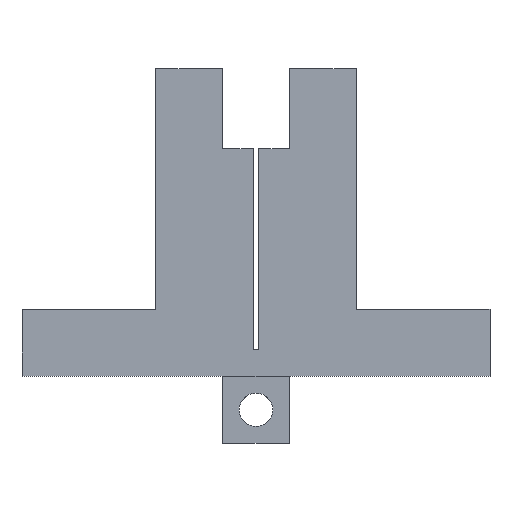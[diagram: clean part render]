
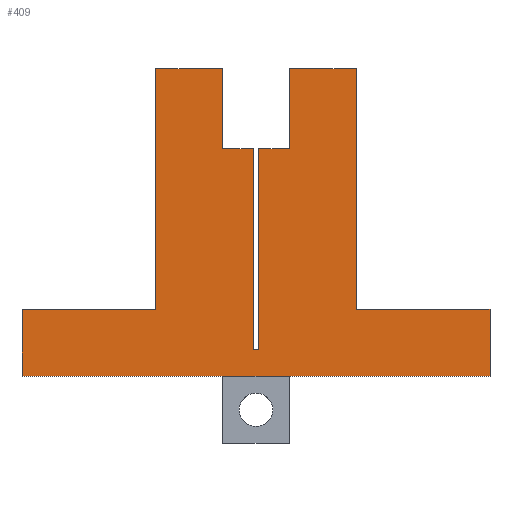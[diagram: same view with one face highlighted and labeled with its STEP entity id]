
A CAD part, top view. The second image highlights one B-rep face of the part: STEP entity #409.
In plain terms, the highlighted planar face has unit normal (0, 0, 1).
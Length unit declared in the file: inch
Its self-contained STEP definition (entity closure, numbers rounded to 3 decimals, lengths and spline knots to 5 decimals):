
#4 = LINE ( 'NONE', #507, #950 ) ;
#49 = ORIENTED_EDGE ( 'NONE', *, *, #727, .F. ) ;
#58 = CARTESIAN_POINT ( 'NONE',  ( 0.01, -0.525, 0.125 ) ) ;
#66 = VECTOR ( 'NONE', #817, 39.37008 ) ;
#77 = DIRECTION ( 'NONE',  ( 0., -1., 0. ) ) ;
#81 = CARTESIAN_POINT ( 'NONE',  ( -0.875, -0.625, 0.125 ) ) ;
#91 = ORIENTED_EDGE ( 'NONE', *, *, #1009, .F. ) ;
#111 = DIRECTION ( 'NONE',  ( 0., 1., 0. ) ) ;
#115 = DIRECTION ( 'NONE',  ( 0., 1., 0. ) ) ;
#119 = VECTOR ( 'NONE', #756, 39.37008 ) ;
#121 = LINE ( 'NONE', #457, #615 ) ;
#124 = VERTEX_POINT ( 'NONE', #794 ) ;
#163 = DIRECTION ( 'NONE',  ( -1., 0., 0. ) ) ;
#169 = EDGE_CURVE ( 'NONE', #826, #1073, #170, .T. ) ;
#170 = LINE ( 'NONE', #667, #685 ) ;
#194 = DIRECTION ( 'NONE',  ( 0., 0., -1. ) ) ;
#196 = VERTEX_POINT ( 'NONE', #81 ) ;
#198 = CARTESIAN_POINT ( 'NONE',  ( -0.875, -0.375, 0.125 ) ) ;
#217 = ORIENTED_EDGE ( 'NONE', *, *, #346, .T. ) ;
#225 = CARTESIAN_POINT ( 'NONE',  ( 0.125, 0., 0.125 ) ) ;
#235 = EDGE_CURVE ( 'NONE', #196, #713, #997, .T. ) ;
#248 = EDGE_CURVE ( 'NONE', #1073, #782, #1081, .T. ) ;
#252 = VERTEX_POINT ( 'NONE', #1075 ) ;
#253 = VECTOR ( 'NONE', #639, 39.37008 ) ;
#254 = CARTESIAN_POINT ( 'NONE',  ( 0.375, -0.625, 0.125 ) ) ;
#257 = ORIENTED_EDGE ( 'NONE', *, *, #248, .T. ) ;
#258 = CARTESIAN_POINT ( 'NONE',  ( -0.01, 0.225, 0.125 ) ) ;
#267 = LINE ( 'NONE', #909, #912 ) ;
#300 = LINE ( 'NONE', #798, #302 ) ;
#302 = VECTOR ( 'NONE', #312, 39.37008 ) ;
#304 = LINE ( 'NONE', #225, #680 ) ;
#312 = DIRECTION ( 'NONE',  ( 1., 0., 0. ) ) ;
#321 = CARTESIAN_POINT ( 'NONE',  ( -0.125, 0.225, 0.125 ) ) ;
#323 = DIRECTION ( 'NONE',  ( 1., 0., 0. ) ) ;
#336 = CARTESIAN_POINT ( 'NONE',  ( -0.375, -0.625, 0.125 ) ) ;
#346 = EDGE_CURVE ( 'NONE', #947, #252, #508, .T. ) ;
#353 = CARTESIAN_POINT ( 'NONE',  ( 0., 0., 0.125 ) ) ;
#359 = EDGE_CURVE ( 'NONE', #947, #495, #943, .T. ) ;
#370 = ORIENTED_EDGE ( 'NONE', *, *, #359, .F. ) ;
#375 = VERTEX_POINT ( 'NONE', #198 ) ;
#381 = VERTEX_POINT ( 'NONE', #531 ) ;
#397 = VECTOR ( 'NONE', #911, 39.37008 ) ;
#409 = ADVANCED_FACE ( 'NONE', ( #1036 ), #770, .F. ) ;
#424 = LINE ( 'NONE', #258, #668 ) ;
#443 = ORIENTED_EDGE ( 'NONE', *, *, #940, .T. ) ;
#452 = CARTESIAN_POINT ( 'NONE',  ( 0.875, -0.375, 0.125 ) ) ;
#457 = CARTESIAN_POINT ( 'NONE',  ( 0.875, -0.625, 0.125 ) ) ;
#458 = CARTESIAN_POINT ( 'NONE',  ( -0.125, 0.525, 0.125 ) ) ;
#473 = CARTESIAN_POINT ( 'NONE',  ( 0., 0.225, 0.125 ) ) ;
#480 = CARTESIAN_POINT ( 'NONE',  ( -0.01, -0.525, 0.125 ) ) ;
#486 = CARTESIAN_POINT ( 'NONE',  ( -0.375, 0.525, 0.125 ) ) ;
#495 = VERTEX_POINT ( 'NONE', #458 ) ;
#507 = CARTESIAN_POINT ( 'NONE',  ( 0., 0.525, 0.125 ) ) ;
#508 = LINE ( 'NONE', #336, #954 ) ;
#525 = LINE ( 'NONE', #851, #767 ) ;
#526 = DIRECTION ( 'NONE',  ( -1., 0., 0. ) ) ;
#531 = CARTESIAN_POINT ( 'NONE',  ( 0.01, 0.225, 0.125 ) ) ;
#532 = VERTEX_POINT ( 'NONE', #873 ) ;
#536 = AXIS2_PLACEMENT_3D ( 'NONE', #353, #194, #526 ) ;
#539 = EDGE_CURVE ( 'NONE', #196, #375, #781, .T. ) ;
#571 = CARTESIAN_POINT ( 'NONE',  ( -0.125, 0., 0.125 ) ) ;
#581 = ORIENTED_EDGE ( 'NONE', *, *, #594, .F. ) ;
#590 = DIRECTION ( 'NONE',  ( 0., -1., 0. ) ) ;
#594 = EDGE_CURVE ( 'NONE', #495, #638, #646, .T. ) ;
#596 = DIRECTION ( 'NONE',  ( 1., 0., 0. ) ) ;
#615 = VECTOR ( 'NONE', #115, 39.37008 ) ;
#626 = CARTESIAN_POINT ( 'NONE',  ( 0.375, 0.525, 0.125 ) ) ;
#632 = DIRECTION ( 'NONE',  ( 0., 1., 0. ) ) ;
#637 = DIRECTION ( 'NONE',  ( 0., -1., 0. ) ) ;
#638 = VERTEX_POINT ( 'NONE', #321 ) ;
#639 = DIRECTION ( 'NONE',  ( 1., 0., 0. ) ) ;
#646 = LINE ( 'NONE', #571, #1059 ) ;
#648 = LINE ( 'NONE', #473, #948 ) ;
#667 = CARTESIAN_POINT ( 'NONE',  ( 0.375, -0.375, 0.125 ) ) ;
#668 = VECTOR ( 'NONE', #590, 39.37008 ) ;
#671 = ORIENTED_EDGE ( 'NONE', *, *, #809, .T. ) ;
#680 = VECTOR ( 'NONE', #637, 39.37008 ) ;
#685 = VECTOR ( 'NONE', #163, 39.37008 ) ;
#690 = EDGE_LOOP ( 'NONE', ( #49, #762, #91, #757, #897, #581, #370, #217, #935, #941, #867, #671, #820, #257, #836, #443 ) ) ;
#713 = VERTEX_POINT ( 'NONE', #1016 ) ;
#719 = CARTESIAN_POINT ( 'NONE',  ( -0.875, -0.625, 0.125 ) ) ;
#727 = EDGE_CURVE ( 'NONE', #381, #871, #267, .T. ) ;
#737 = EDGE_CURVE ( 'NONE', #124, #782, #4, .T. ) ;
#741 = EDGE_CURVE ( 'NONE', #933, #532, #424, .T. ) ;
#746 = CARTESIAN_POINT ( 'NONE',  ( -0.375, -0.625, 0.125 ) ) ;
#756 = DIRECTION ( 'NONE',  ( 1., 0., 0. ) ) ;
#757 = ORIENTED_EDGE ( 'NONE', *, *, #741, .F. ) ;
#762 = ORIENTED_EDGE ( 'NONE', *, *, #876, .F. ) ;
#767 = VECTOR ( 'NONE', #111, 39.37008 ) ;
#770 = PLANE ( 'NONE',  #536 ) ;
#781 = LINE ( 'NONE', #719, #1011 ) ;
#782 = VERTEX_POINT ( 'NONE', #626 ) ;
#794 = CARTESIAN_POINT ( 'NONE',  ( 0.125, 0.525, 0.125 ) ) ;
#798 = CARTESIAN_POINT ( 'NONE',  ( -0.375, -0.375, 0.125 ) ) ;
#809 = EDGE_CURVE ( 'NONE', #713, #826, #121, .T. ) ;
#816 = CARTESIAN_POINT ( 'NONE',  ( 0.375, -0.375, 0.125 ) ) ;
#817 = DIRECTION ( 'NONE',  ( 1., 0., 0. ) ) ;
#820 = ORIENTED_EDGE ( 'NONE', *, *, #169, .T. ) ;
#826 = VERTEX_POINT ( 'NONE', #452 ) ;
#836 = ORIENTED_EDGE ( 'NONE', *, *, #737, .F. ) ;
#851 = CARTESIAN_POINT ( 'NONE',  ( 0.01, 0.225, 0.125 ) ) ;
#860 = CARTESIAN_POINT ( 'NONE',  ( 0., 0.525, 0.125 ) ) ;
#867 = ORIENTED_EDGE ( 'NONE', *, *, #235, .T. ) ;
#871 = VERTEX_POINT ( 'NONE', #1030 ) ;
#873 = CARTESIAN_POINT ( 'NONE',  ( -0.01, -0.525, 0.125 ) ) ;
#876 = EDGE_CURVE ( 'NONE', #908, #381, #525, .T. ) ;
#897 = ORIENTED_EDGE ( 'NONE', *, *, #974, .F. ) ;
#908 = VERTEX_POINT ( 'NONE', #58 ) ;
#909 = CARTESIAN_POINT ( 'NONE',  ( 0., 0.225, 0.125 ) ) ;
#911 = DIRECTION ( 'NONE',  ( 0., 1., 0. ) ) ;
#912 = VECTOR ( 'NONE', #596, 39.37008 ) ;
#933 = VERTEX_POINT ( 'NONE', #969 ) ;
#935 = ORIENTED_EDGE ( 'NONE', *, *, #986, .F. ) ;
#940 = EDGE_CURVE ( 'NONE', #124, #871, #304, .T. ) ;
#941 = ORIENTED_EDGE ( 'NONE', *, *, #539, .F. ) ;
#943 = LINE ( 'NONE', #860, #119 ) ;
#947 = VERTEX_POINT ( 'NONE', #486 ) ;
#948 = VECTOR ( 'NONE', #323, 39.37008 ) ;
#950 = VECTOR ( 'NONE', #1007, 39.37008 ) ;
#954 = VECTOR ( 'NONE', #1002, 39.37008 ) ;
#969 = CARTESIAN_POINT ( 'NONE',  ( -0.01, 0.225, 0.125 ) ) ;
#974 = EDGE_CURVE ( 'NONE', #638, #933, #648, .T. ) ;
#982 = LINE ( 'NONE', #480, #253 ) ;
#986 = EDGE_CURVE ( 'NONE', #375, #252, #300, .T. ) ;
#997 = LINE ( 'NONE', #746, #66 ) ;
#1002 = DIRECTION ( 'NONE',  ( 0., -1., 0. ) ) ;
#1007 = DIRECTION ( 'NONE',  ( 1., 0., 0. ) ) ;
#1009 = EDGE_CURVE ( 'NONE', #532, #908, #982, .T. ) ;
#1011 = VECTOR ( 'NONE', #632, 39.37008 ) ;
#1016 = CARTESIAN_POINT ( 'NONE',  ( 0.875, -0.625, 0.125 ) ) ;
#1030 = CARTESIAN_POINT ( 'NONE',  ( 0.125, 0.225, 0.125 ) ) ;
#1036 = FACE_OUTER_BOUND ( 'NONE', #690, .T. ) ;
#1059 = VECTOR ( 'NONE', #77, 39.37008 ) ;
#1073 = VERTEX_POINT ( 'NONE', #816 ) ;
#1075 = CARTESIAN_POINT ( 'NONE',  ( -0.375, -0.375, 0.125 ) ) ;
#1081 = LINE ( 'NONE', #254, #397 ) ;
